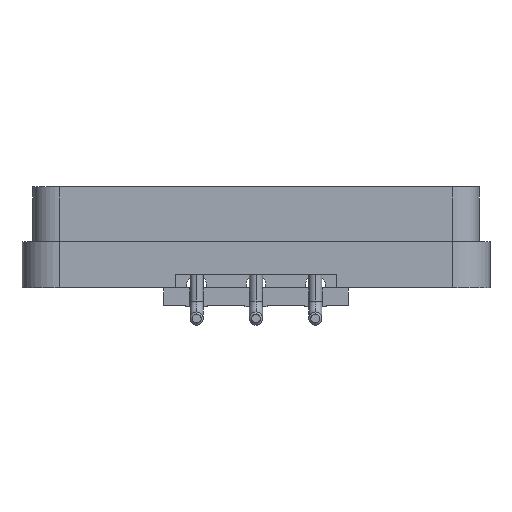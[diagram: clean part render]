
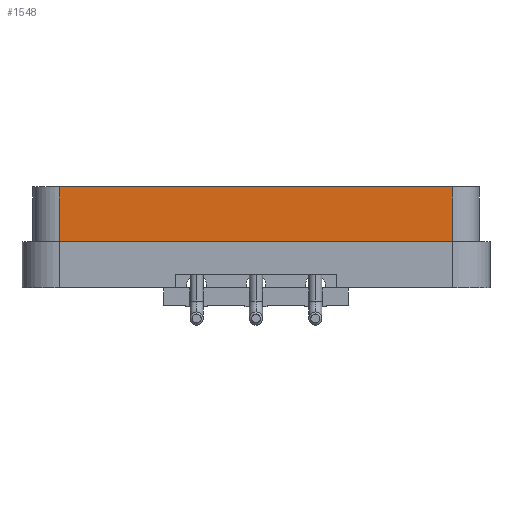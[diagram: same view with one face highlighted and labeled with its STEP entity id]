
A CAD part, left-side view. The second image highlights one B-rep face of the part: STEP entity #1548.
In plain terms, the highlighted planar face has unit normal (-1, 0, 0).
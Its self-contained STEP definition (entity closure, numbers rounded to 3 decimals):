
#146 = DIRECTION ( 'NONE',  ( -1., 0., 0. ) ) ;
#311 = CARTESIAN_POINT ( 'NONE',  ( 48.25, -8.95, -2.5 ) ) ;
#326 = VECTOR ( 'NONE', #4114, 1000. ) ;
#396 = CARTESIAN_POINT ( 'NONE',  ( 48.25, 8.95, -2.5 ) ) ;
#1144 = EDGE_CURVE ( 'NONE', #1921, #3926, #2681, .T. ) ;
#1528 = ORIENTED_EDGE ( 'NONE', *, *, #8832, .F. ) ;
#1548 = ADVANCED_FACE ( 'NONE', ( #1566 ), #5843, .T. ) ;
#1566 = FACE_OUTER_BOUND ( 'NONE', #1912, .T. ) ;
#1770 = CARTESIAN_POINT ( 'NONE',  ( 48.25, 8.95, -2.5 ) ) ;
#1845 = VERTEX_POINT ( 'NONE', #1770 ) ;
#1861 = VECTOR ( 'NONE', #4540, 1000. ) ;
#1912 = EDGE_LOOP ( 'NONE', ( #6690, #7561, #8556, #1528 ) ) ;
#1921 = VERTEX_POINT ( 'NONE', #5530 ) ;
#2593 = CARTESIAN_POINT ( 'NONE',  ( 48.25, 8.95, -2.5 ) ) ;
#2681 = LINE ( 'NONE', #7203, #326 ) ;
#3133 = VECTOR ( 'NONE', #9277, 1000. ) ;
#3895 = LINE ( 'NONE', #2593, #8231 ) ;
#3926 = VERTEX_POINT ( 'NONE', #311 ) ;
#4114 = DIRECTION ( 'NONE',  ( 0., 0., -1. ) ) ;
#4423 = EDGE_CURVE ( 'NONE', #1845, #9022, #3895, .T. ) ;
#4540 = DIRECTION ( 'NONE',  ( 0., -1., 0. ) ) ;
#4932 = EDGE_CURVE ( 'NONE', #1845, #3926, #5292, .T. ) ;
#5292 = LINE ( 'NONE', #396, #1861 ) ;
#5530 = CARTESIAN_POINT ( 'NONE',  ( 48.25, -8.95, 0. ) ) ;
#5753 = CARTESIAN_POINT ( 'NONE',  ( 48.25, -8.2, 0. ) ) ;
#5843 = PLANE ( 'NONE',  #7281 ) ;
#6352 = CARTESIAN_POINT ( 'NONE',  ( 48.25, 8.95, 0. ) ) ;
#6690 = ORIENTED_EDGE ( 'NONE', *, *, #4423, .F. ) ;
#7203 = CARTESIAN_POINT ( 'NONE',  ( 48.25, -8.95, 0. ) ) ;
#7281 = AXIS2_PLACEMENT_3D ( 'NONE', #5753, #146, #7334 ) ;
#7334 = DIRECTION ( 'NONE',  ( 0., 0., 1. ) ) ;
#7561 = ORIENTED_EDGE ( 'NONE', *, *, #4932, .T. ) ;
#7647 = DIRECTION ( 'NONE',  ( 0., 0., 1. ) ) ;
#7750 = LINE ( 'NONE', #6352, #3133 ) ;
#8223 = CARTESIAN_POINT ( 'NONE',  ( 48.25, 8.95, 0. ) ) ;
#8231 = VECTOR ( 'NONE', #7647, 1000. ) ;
#8556 = ORIENTED_EDGE ( 'NONE', *, *, #1144, .F. ) ;
#8832 = EDGE_CURVE ( 'NONE', #9022, #1921, #7750, .T. ) ;
#9022 = VERTEX_POINT ( 'NONE', #8223 ) ;
#9277 = DIRECTION ( 'NONE',  ( 0., -1., 0. ) ) ;
